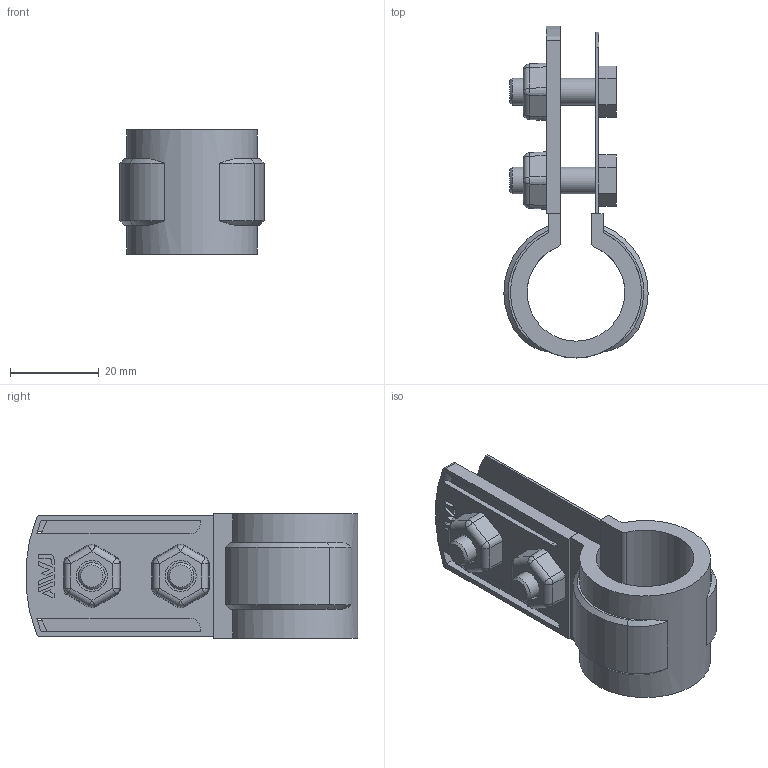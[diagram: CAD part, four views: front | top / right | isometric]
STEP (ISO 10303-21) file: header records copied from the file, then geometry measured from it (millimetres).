
FILE_DESCRIPTION( ( 'STEP AP203' ), '1' );
FILE_NAME( '16A.step', '2022-07-08T04:26:46', ( ' ' ), ( ' ' ), 'XStep 1.0', ' ', ' ' );
FILE_SCHEMA( ( 'CONFIG_CONTROL_DESIGN' ) );
Length unit declared in the file: millimetre
Products named in the file (7): 1; 2; 3; 4; 5; 6; 7
Bounding box: 32.48 x 74.75 x 28 mm (x, y, z)
Volume: 15187.3 mm3; surface area: 23191.1 mm2
Topology: 7 solids, 7 shells, 338 faces, 930 edges, 606 vertices
Faces by surface type: plane 179, cylinder 93, cone 38, bspline 20, offset 8
Full cylindrical faces by diameter (mm): 4.917 x2, 6 x2, 7 x6
Entity records: 13554 total; most frequent: CARTESIAN_POINT 4833, ORIENTED_EDGE 1820, DIRECTION 1632, EDGE_CURVE 910, VERTEX_POINT 602, AXIS2_PLACEMENT_3D 549, LINE 534, VECTOR 534
